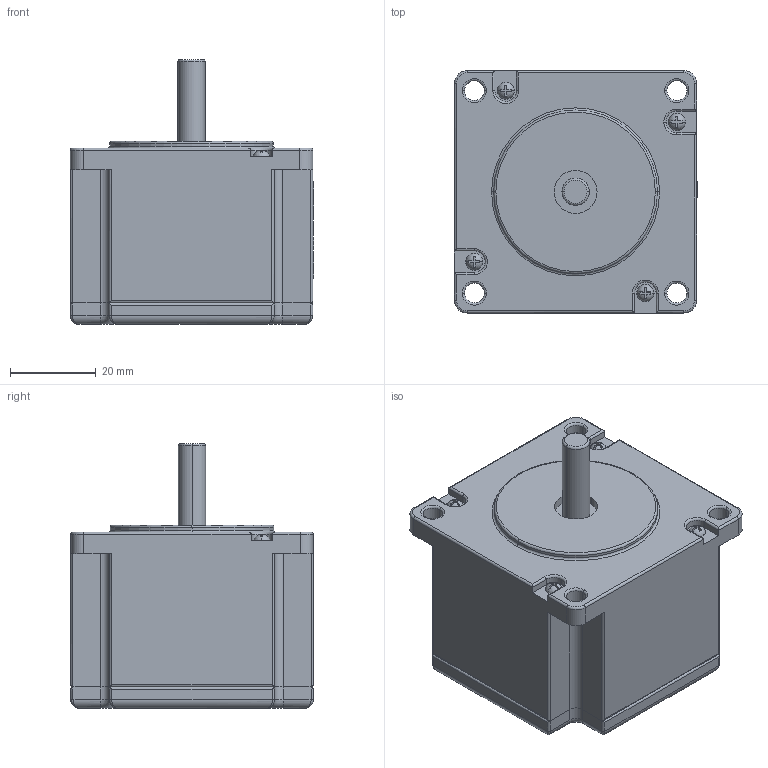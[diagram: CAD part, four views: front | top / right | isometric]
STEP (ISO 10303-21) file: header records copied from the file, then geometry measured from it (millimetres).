
FILE_DESCRIPTION (( 'STEP AP214' ), '1' );
FILE_NAME ('57BYG250A.STEP', '2022-06-27T13:10:46', ( '' ), ( '' ), 'SwSTEP 2.0', 'SolidWorks 2018', '' );
FILE_SCHEMA (( 'AUTOMOTIVE_DESIGN' ));
Length unit declared in the file: millimetre
Products named in the file (1): 57BYG250A
Bounding box: 56.6 x 56.4 x 61.6 mm (x, y, z)
Volume: 120386.3 mm3; surface area: 21730.6 mm2
Topology: 2 solids, 2 shells, 308 faces, 786 edges, 490 vertices
Faces by surface type: plane 151, cylinder 83, bspline 39, torus 35
Entity records: 11492 total; most frequent: CARTESIAN_POINT 4264, ORIENTED_EDGE 1556, DIRECTION 1321, EDGE_CURVE 778, VERTEX_POINT 490, LINE 459, VECTOR 459, AXIS2_PLACEMENT_3D 431
